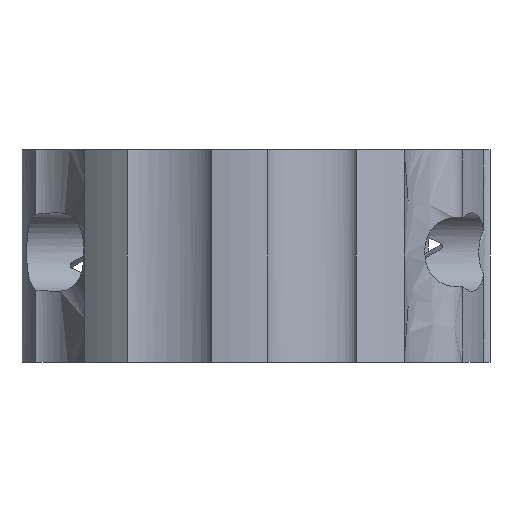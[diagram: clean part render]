
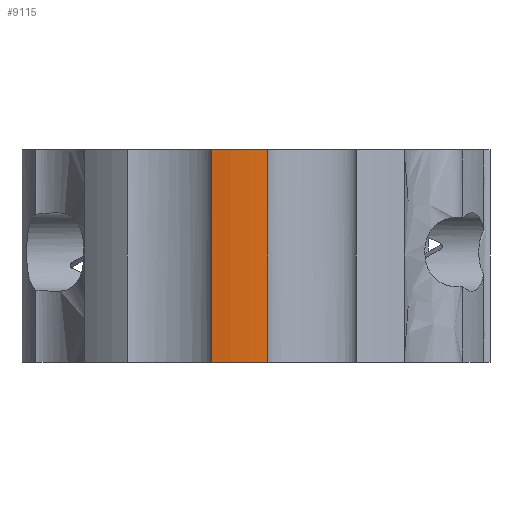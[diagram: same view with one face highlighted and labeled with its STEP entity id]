
A CAD part, front view. The second image highlights one B-rep face of the part: STEP entity #9115.
In plain terms, the highlighted cylindrical face has radius 15 mm (diameter 30 mm), a partial arc.
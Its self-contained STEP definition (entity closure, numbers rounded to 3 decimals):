
#45 = PLANE('',#46);
#46 = AXIS2_PLACEMENT_3D('',#47,#48,#49);
#47 = CARTESIAN_POINT('',(0.,0.,0.));
#48 = DIRECTION('',(0.,0.,1.));
#49 = DIRECTION('',(1.,0.,0.));
#111 = PLANE('',#112);
#112 = AXIS2_PLACEMENT_3D('',#113,#114,#115);
#113 = CARTESIAN_POINT('',(0.,0.,13.5)
  );
#114 = DIRECTION('',(0.,0.,1.));
#115 = DIRECTION('',(1.,0.,0.));
#782 = VERTEX_POINT('',#783);
#783 = CARTESIAN_POINT('',(-2.812,-14.734,0.));
#802 = SURFACE_OF_LINEAR_EXTRUSION('',#803,#808);
#803 = ELLIPSE('',#804,3.,1.3);
#804 = AXIS2_PLACEMENT_3D('',#805,#806,#807);
#805 = CARTESIAN_POINT('',(-5.684,-13.882,0.));
#806 = DIRECTION('',(0.,0.,-1.));
#807 = DIRECTION('',(-0.951,0.309,0.));
#808 = VECTOR('',#809,1.);
#809 = DIRECTION('',(0.,0.,-1.));
#817 = EDGE_CURVE('',#782,#818,#820,.T.);
#818 = VERTEX_POINT('',#819);
#819 = CARTESIAN_POINT('',(0.759,-14.981,0.));
#820 = SURFACE_CURVE('',#821,(#826,#833),.PCURVE_S1.);
#821 = CIRCLE('',#822,15.);
#822 = AXIS2_PLACEMENT_3D('',#823,#824,#825);
#823 = CARTESIAN_POINT('',(0.,0.,0.));
#824 = DIRECTION('',(0.,0.,1.));
#825 = DIRECTION('',(1.,0.,0.));
#826 = PCURVE('',#45,#827);
#827 = DEFINITIONAL_REPRESENTATION('',(#828),#832);
#828 = CIRCLE('',#829,15.);
#829 = AXIS2_PLACEMENT_2D('',#830,#831);
#830 = CARTESIAN_POINT('',(0.,0.));
#831 = DIRECTION('',(1.,0.));
#832 = ( GEOMETRIC_REPRESENTATION_CONTEXT(2) 
PARAMETRIC_REPRESENTATION_CONTEXT() REPRESENTATION_CONTEXT('2D SPACE',''
  ) );
#833 = PCURVE('',#834,#839);
#834 = CYLINDRICAL_SURFACE('',#835,15.);
#835 = AXIS2_PLACEMENT_3D('',#836,#837,#838);
#836 = CARTESIAN_POINT('',(0.,0.,0.));
#837 = DIRECTION('',(-0.,-0.,-1.));
#838 = DIRECTION('',(1.,0.,0.));
#839 = DEFINITIONAL_REPRESENTATION('',(#840),#844);
#840 = LINE('',#841,#842);
#841 = CARTESIAN_POINT('',(-0.,0.));
#842 = VECTOR('',#843,1.);
#843 = DIRECTION('',(-1.,0.));
#844 = ( GEOMETRIC_REPRESENTATION_CONTEXT(2) 
PARAMETRIC_REPRESENTATION_CONTEXT() REPRESENTATION_CONTEXT('2D SPACE',''
  ) );
#867 = SURFACE_OF_LINEAR_EXTRUSION('',#868,#873);
#868 = ELLIPSE('',#869,3.,1.3);
#869 = AXIS2_PLACEMENT_3D('',#870,#871,#872);
#870 = CARTESIAN_POINT('',(3.561,-14.571,0.));
#871 = DIRECTION('',(-0.,0.,-1.));
#872 = DIRECTION('',(-0.951,-0.309,0.));
#873 = VECTOR('',#874,1.);
#874 = DIRECTION('',(-0.,0.,-1.));
#5568 = VERTEX_POINT('',#5569);
#5569 = CARTESIAN_POINT('',(-2.812,-14.734,13.5));
#5821 = EDGE_CURVE('',#5568,#5822,#5824,.T.);
#5822 = VERTEX_POINT('',#5823);
#5823 = CARTESIAN_POINT('',(0.759,-14.981,13.5));
#5824 = SURFACE_CURVE('',#5825,(#5830,#5837),.PCURVE_S1.);
#5825 = CIRCLE('',#5826,15.);
#5826 = AXIS2_PLACEMENT_3D('',#5827,#5828,#5829);
#5827 = CARTESIAN_POINT('',(0.,0.,13.5));
#5828 = DIRECTION('',(0.,0.,1.));
#5829 = DIRECTION('',(1.,0.,0.));
#5830 = PCURVE('',#111,#5831);
#5831 = DEFINITIONAL_REPRESENTATION('',(#5832),#5836);
#5832 = CIRCLE('',#5833,15.);
#5833 = AXIS2_PLACEMENT_2D('',#5834,#5835);
#5834 = CARTESIAN_POINT('',(0.,0.));
#5835 = DIRECTION('',(1.,0.));
#5836 = ( GEOMETRIC_REPRESENTATION_CONTEXT(2) 
PARAMETRIC_REPRESENTATION_CONTEXT() REPRESENTATION_CONTEXT('2D SPACE',''
  ) );
#5837 = PCURVE('',#834,#5838);
#5838 = DEFINITIONAL_REPRESENTATION('',(#5839),#5843);
#5839 = LINE('',#5840,#5841);
#5840 = CARTESIAN_POINT('',(-0.,-13.5));
#5841 = VECTOR('',#5842,1.);
#5842 = DIRECTION('',(-1.,0.));
#5843 = ( GEOMETRIC_REPRESENTATION_CONTEXT(2) 
PARAMETRIC_REPRESENTATION_CONTEXT() REPRESENTATION_CONTEXT('2D SPACE',''
  ) );
#9087 = EDGE_CURVE('',#5822,#818,#9088,.T.);
#9088 = SURFACE_CURVE('',#9089,(#9095,#9104),.PCURVE_S1.);
#9089 = B_SPLINE_CURVE_WITH_KNOTS('',4,(#9090,#9091,#9092,#9093,#9094),
  .UNSPECIFIED.,.F.,.F.,(5,5),(0.,1.),.PIECEWISE_BEZIER_KNOTS.);
#9090 = CARTESIAN_POINT('',(0.759,-14.981,
    13.5));
#9091 = CARTESIAN_POINT('',(0.759,-14.981,
    10.125));
#9092 = CARTESIAN_POINT('',(0.759,-14.981,6.75));
#9093 = CARTESIAN_POINT('',(0.759,-14.981,
    3.375));
#9094 = CARTESIAN_POINT('',(0.759,-14.981,
    0.));
#9095 = PCURVE('',#867,#9096);
#9096 = DEFINITIONAL_REPRESENTATION('',(#9097),#9103);
#9097 = B_SPLINE_CURVE_WITH_KNOTS('',4,(#9098,#9099,#9100,#9101,#9102),
  .UNSPECIFIED.,.F.,.F.,(5,5),(0.,1.),.PIECEWISE_BEZIER_KNOTS.);
#9098 = CARTESIAN_POINT('',(0.375,-13.5));
#9099 = CARTESIAN_POINT('',(0.375,-10.125));
#9100 = CARTESIAN_POINT('',(0.375,-6.75));
#9101 = CARTESIAN_POINT('',(0.375,-3.375));
#9102 = CARTESIAN_POINT('',(0.375,0.));
#9103 = ( GEOMETRIC_REPRESENTATION_CONTEXT(2) 
PARAMETRIC_REPRESENTATION_CONTEXT() REPRESENTATION_CONTEXT('2D SPACE',''
  ) );
#9104 = PCURVE('',#834,#9105);
#9105 = DEFINITIONAL_REPRESENTATION('',(#9106),#9112);
#9106 = B_SPLINE_CURVE_WITH_KNOTS('',4,(#9107,#9108,#9109,#9110,#9111),
  .UNSPECIFIED.,.F.,.F.,(5,5),(0.,1.),.PIECEWISE_BEZIER_KNOTS.);
#9107 = CARTESIAN_POINT('',(-4.763,-13.5));
#9108 = CARTESIAN_POINT('',(-4.763,-10.125));
#9109 = CARTESIAN_POINT('',(-4.763,-6.75));
#9110 = CARTESIAN_POINT('',(-4.763,-3.375));
#9111 = CARTESIAN_POINT('',(-4.763,0.));
#9112 = ( GEOMETRIC_REPRESENTATION_CONTEXT(2) 
PARAMETRIC_REPRESENTATION_CONTEXT() REPRESENTATION_CONTEXT('2D SPACE',''
  ) );
#9115 = ADVANCED_FACE('',(#9116),#834,.T.);
#9116 = FACE_BOUND('',#9117,.F.);
#9117 = EDGE_LOOP('',(#9118,#9119,#9146,#9147));
#9118 = ORIENTED_EDGE('',*,*,#817,.F.);
#9119 = ORIENTED_EDGE('',*,*,#9120,.F.);
#9120 = EDGE_CURVE('',#5568,#782,#9121,.T.);
#9121 = SURFACE_CURVE('',#9122,(#9128,#9137),.PCURVE_S1.);
#9122 = B_SPLINE_CURVE_WITH_KNOTS('',4,(#9123,#9124,#9125,#9126,#9127),
  .UNSPECIFIED.,.F.,.F.,(5,5),(0.,1.),.PIECEWISE_BEZIER_KNOTS.);
#9123 = CARTESIAN_POINT('',(-2.812,-14.734,
    13.5));
#9124 = CARTESIAN_POINT('',(-2.812,-14.734,
    10.125));
#9125 = CARTESIAN_POINT('',(-2.812,-14.734,6.75));
#9126 = CARTESIAN_POINT('',(-2.812,-14.734,
    3.375));
#9127 = CARTESIAN_POINT('',(-2.812,-14.734,
    0.));
#9128 = PCURVE('',#834,#9129);
#9129 = DEFINITIONAL_REPRESENTATION('',(#9130),#9136);
#9130 = B_SPLINE_CURVE_WITH_KNOTS('',4,(#9131,#9132,#9133,#9134,#9135),
  .UNSPECIFIED.,.F.,.F.,(5,5),(0.,1.),.PIECEWISE_BEZIER_KNOTS.);
#9131 = CARTESIAN_POINT('',(-4.524,-13.5));
#9132 = CARTESIAN_POINT('',(-4.524,-10.125));
#9133 = CARTESIAN_POINT('',(-4.524,-6.75));
#9134 = CARTESIAN_POINT('',(-4.524,-3.375));
#9135 = CARTESIAN_POINT('',(-4.524,0.));
#9136 = ( GEOMETRIC_REPRESENTATION_CONTEXT(2) 
PARAMETRIC_REPRESENTATION_CONTEXT() REPRESENTATION_CONTEXT('2D SPACE',''
  ) );
#9137 = PCURVE('',#802,#9138);
#9138 = DEFINITIONAL_REPRESENTATION('',(#9139),#9145);
#9139 = B_SPLINE_CURVE_WITH_KNOTS('',4,(#9140,#9141,#9142,#9143,#9144),
  .UNSPECIFIED.,.F.,.F.,(5,5),(0.,1.),.PIECEWISE_BEZIER_KNOTS.);
#9140 = CARTESIAN_POINT('',(3.083,-13.5));
#9141 = CARTESIAN_POINT('',(3.083,-10.125));
#9142 = CARTESIAN_POINT('',(3.083,-6.75));
#9143 = CARTESIAN_POINT('',(3.083,-3.375));
#9144 = CARTESIAN_POINT('',(3.083,0.));
#9145 = ( GEOMETRIC_REPRESENTATION_CONTEXT(2) 
PARAMETRIC_REPRESENTATION_CONTEXT() REPRESENTATION_CONTEXT('2D SPACE',''
  ) );
#9146 = ORIENTED_EDGE('',*,*,#5821,.T.);
#9147 = ORIENTED_EDGE('',*,*,#9087,.T.);
